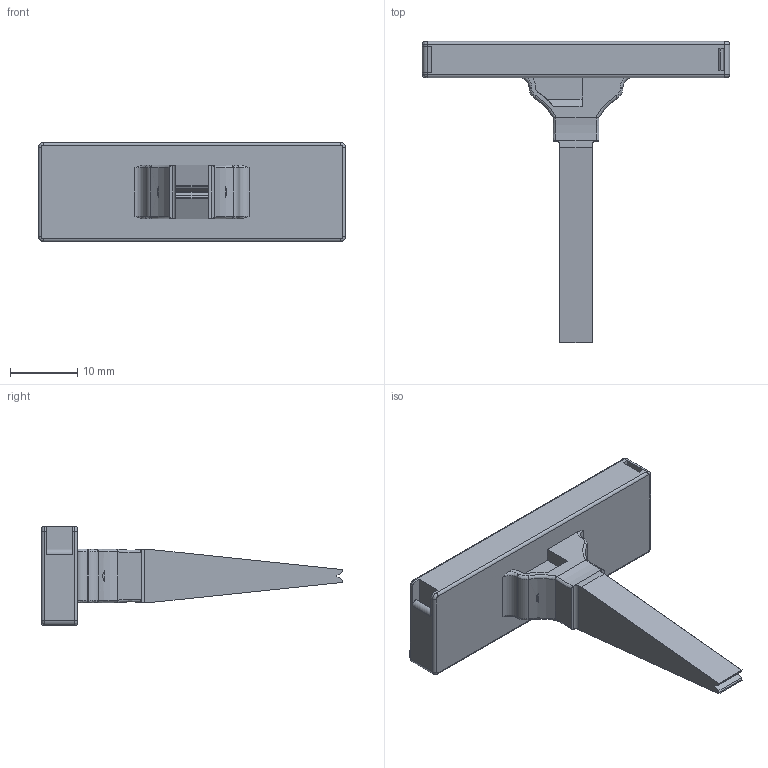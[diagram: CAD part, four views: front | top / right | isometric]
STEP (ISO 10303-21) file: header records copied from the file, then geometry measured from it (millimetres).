
FILE_DESCRIPTION (( 'STEP AP214' ), '1' );
FILE_NAME ('49614A_ME 2-2.STP', '2013-11-18T07:49:11', ( 'arge' ), ( 'Microsoft' ), 'SwSTEP 2.0', 'SolidWorks 2013', '' );
FILE_SCHEMA (( 'AUTOMOTIVE_DESIGN' ));
Length unit declared in the file: millimetre
Products named in the file (1): 49614A_ME 2-2
Bounding box: 45.8 x 44.89 x 14.8 mm (x, y, z)
Volume: 3553.2 mm3; surface area: 5204.1 mm2
Topology: 1 solids, 7 shells, 307 faces, 796 edges, 508 vertices
Faces by surface type: plane 172, cylinder 83, bspline 32, cone 20
Entity records: 13385 total; most frequent: CARTESIAN_POINT 2619, ORIENTED_EDGE 1592, DIRECTION 1454, EDGE_CURVE 796, VECTOR 542, LINE 542, VERTEX_POINT 508, AXIS2_PLACEMENT_3D 456
